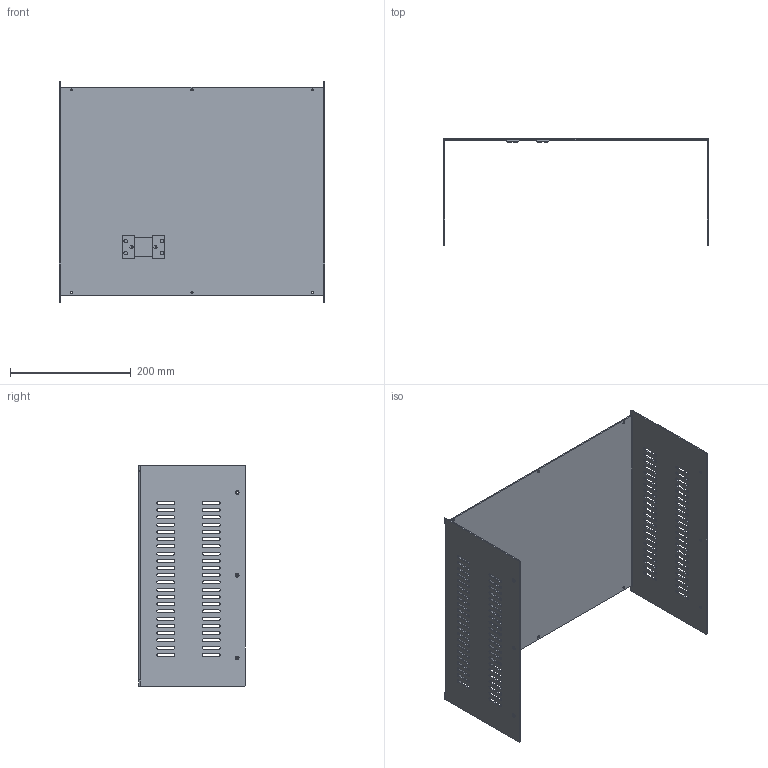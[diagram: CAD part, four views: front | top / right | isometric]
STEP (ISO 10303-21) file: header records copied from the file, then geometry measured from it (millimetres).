
FILE_DESCRIPTION (( 'STEP AP214' ), '1' );
FILE_NAME ('SM-A-QM9-BOX-U.STEP', '2017-08-25T11:38:29', ( '' ), ( '' ), 'SwSTEP 2.0', 'SolidWorks 2012', '' );
FILE_SCHEMA (( 'AUTOMOTIVE_DESIGN' ));
Length unit declared in the file: millimetre
Products named in the file (1): SM-A-QM9-BOX-U
Bounding box: 440 x 177 x 367.5 mm (x, y, z)
Volume: 537387.8 mm3; surface area: 555909.6 mm2
Topology: 12 solids, 12 shells, 736 faces, 2004 edges, 1300 vertices
Faces by surface type: cylinder 364, plane 302, cone 66, torus 4
Entity records: 32117 total; most frequent: DIRECTION 4264, CARTESIAN_POINT 4149, ORIENTED_EDGE 4000, EDGE_CURVE 2000, AXIS2_PLACEMENT_3D 1555, VERTEX_POINT 1300, LINE 1154, VECTOR 1154
